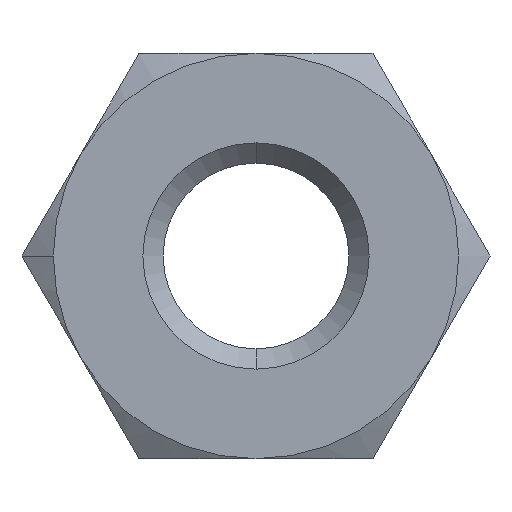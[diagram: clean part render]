
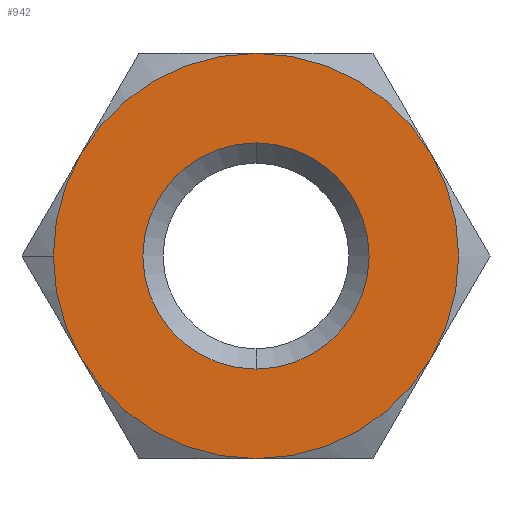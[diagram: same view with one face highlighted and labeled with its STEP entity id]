
A CAD part, front view. The second image highlights one B-rep face of the part: STEP entity #942.
In plain terms, the highlighted planar face has unit normal (0, -1, 0).
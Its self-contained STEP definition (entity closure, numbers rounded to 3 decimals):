
#5 = EDGE_CURVE ( 'NONE', #445, #946, #909, .T. ) ;
#9 = DIRECTION ( 'NONE',  ( 0., 0., -1. ) ) ;
#22 = CARTESIAN_POINT ( 'NONE',  ( 0., 0., 0. ) ) ;
#47 = EDGE_LOOP ( 'NONE', ( #810, #809, #900, #802, #714, #134, #843 ) ) ;
#54 = CARTESIAN_POINT ( 'NONE',  ( 0., 0., 6.7 ) ) ;
#80 = AXIS2_PLACEMENT_3D ( 'NONE', #111, #412, #642 ) ;
#84 = ORIENTED_EDGE ( 'NONE', *, *, #589, .T. ) ;
#85 = CARTESIAN_POINT ( 'NONE',  ( -10.392, 0., 6. ) ) ;
#96 = AXIS2_PLACEMENT_3D ( 'NONE', #22, #97, #248 ) ;
#97 = DIRECTION ( 'NONE',  ( 0., 1., 0. ) ) ;
#111 = CARTESIAN_POINT ( 'NONE',  ( 0., 0., 0. ) ) ;
#119 = DIRECTION ( 'NONE',  ( 0., 1., 0. ) ) ;
#124 = AXIS2_PLACEMENT_3D ( 'NONE', #337, #327, #558 ) ;
#134 = ORIENTED_EDGE ( 'NONE', *, *, #496, .F. ) ;
#142 = CARTESIAN_POINT ( 'NONE',  ( 10.392, 0., 6. ) ) ;
#160 = CARTESIAN_POINT ( 'NONE',  ( 0., 0., 0. ) ) ;
#173 = CARTESIAN_POINT ( 'NONE',  ( 0., 0., 0. ) ) ;
#174 = EDGE_CURVE ( 'NONE', #912, #308, #800, .T. ) ;
#187 = EDGE_CURVE ( 'NONE', #449, #641, #344, .T. ) ;
#209 = CARTESIAN_POINT ( 'NONE',  ( 0., 0., 0. ) ) ;
#212 = DIRECTION ( 'NONE',  ( 0., 0., 1. ) ) ;
#228 = CIRCLE ( 'NONE', #305, 12. ) ;
#240 = FACE_OUTER_BOUND ( 'NONE', #47, .T. ) ;
#248 = DIRECTION ( 'NONE',  ( -1., 0., 0. ) ) ;
#255 = CARTESIAN_POINT ( 'NONE',  ( 0., 0., 0. ) ) ;
#264 = AXIS2_PLACEMENT_3D ( 'NONE', #255, #119, #644 ) ;
#272 = VERTEX_POINT ( 'NONE', #721 ) ;
#278 = EDGE_CURVE ( 'NONE', #760, #449, #228, .T. ) ;
#305 = AXIS2_PLACEMENT_3D ( 'NONE', #209, #502, #212 ) ;
#308 = VERTEX_POINT ( 'NONE', #872 ) ;
#318 = CIRCLE ( 'NONE', #80, 6.7 ) ;
#327 = DIRECTION ( 'NONE',  ( 0., 1., 0. ) ) ;
#329 = CARTESIAN_POINT ( 'NONE',  ( -12., 0., 0. ) ) ;
#337 = CARTESIAN_POINT ( 'NONE',  ( 0., 0., 0. ) ) ;
#344 = CIRCLE ( 'NONE', #264, 12. ) ;
#357 = DIRECTION ( 'NONE',  ( 0., -1., 0. ) ) ;
#376 = AXIS2_PLACEMENT_3D ( 'NONE', #160, #617, #385 ) ;
#385 = DIRECTION ( 'NONE',  ( -1., 0., 0. ) ) ;
#397 = EDGE_CURVE ( 'NONE', #595, #760, #866, .T. ) ;
#399 = DIRECTION ( 'NONE',  ( 0., 1., 0. ) ) ;
#412 = DIRECTION ( 'NONE',  ( 0., 1., 0. ) ) ;
#445 = VERTEX_POINT ( 'NONE', #901 ) ;
#449 = VERTEX_POINT ( 'NONE', #681 ) ;
#459 = CARTESIAN_POINT ( 'NONE',  ( 0., 0., 0. ) ) ;
#466 = DIRECTION ( 'NONE',  ( 0., 1., 0. ) ) ;
#489 = CARTESIAN_POINT ( 'NONE',  ( 0., 0., 0. ) ) ;
#496 = EDGE_CURVE ( 'NONE', #272, #912, #807, .T. ) ;
#502 = DIRECTION ( 'NONE',  ( 0., 1., 0. ) ) ;
#545 = AXIS2_PLACEMENT_3D ( 'NONE', #489, #923, #920 ) ;
#558 = DIRECTION ( 'NONE',  ( 0., 0., 1. ) ) ;
#577 = AXIS2_PLACEMENT_3D ( 'NONE', #591, #357, #796 ) ;
#581 = EDGE_LOOP ( 'NONE', ( #625, #84 ) ) ;
#589 = EDGE_CURVE ( 'NONE', #946, #445, #318, .T. ) ;
#591 = CARTESIAN_POINT ( 'NONE',  ( -12.144, 0., 12.144 ) ) ;
#595 = VERTEX_POINT ( 'NONE', #329 ) ;
#617 = DIRECTION ( 'NONE',  ( 0., 1., 0. ) ) ;
#625 = ORIENTED_EDGE ( 'NONE', *, *, #5, .T. ) ;
#641 = VERTEX_POINT ( 'NONE', #142 ) ;
#642 = DIRECTION ( 'NONE',  ( 0., 0., -1. ) ) ;
#644 = DIRECTION ( 'NONE',  ( 0., 0., 1. ) ) ;
#681 = CARTESIAN_POINT ( 'NONE',  ( 0., 0., 12. ) ) ;
#714 = ORIENTED_EDGE ( 'NONE', *, *, #174, .F. ) ;
#721 = CARTESIAN_POINT ( 'NONE',  ( 10.392, 0., -6. ) ) ;
#760 = VERTEX_POINT ( 'NONE', #85 ) ;
#796 = DIRECTION ( 'NONE',  ( 0., 0., -1. ) ) ;
#800 = CIRCLE ( 'NONE', #545, 12. ) ;
#802 = ORIENTED_EDGE ( 'NONE', *, *, #813, .F. ) ;
#803 = PLANE ( 'NONE',  #577 ) ;
#807 = CIRCLE ( 'NONE', #96, 12. ) ;
#809 = ORIENTED_EDGE ( 'NONE', *, *, #278, .F. ) ;
#810 = ORIENTED_EDGE ( 'NONE', *, *, #187, .F. ) ;
#813 = EDGE_CURVE ( 'NONE', #308, #595, #905, .T. ) ;
#817 = CIRCLE ( 'NONE', #124, 12. ) ;
#843 = ORIENTED_EDGE ( 'NONE', *, *, #878, .F. ) ;
#848 = CARTESIAN_POINT ( 'NONE',  ( 0., 0., -12. ) ) ;
#866 = CIRCLE ( 'NONE', #376, 12. ) ;
#872 = CARTESIAN_POINT ( 'NONE',  ( -10.392, 0., -6. ) ) ;
#878 = EDGE_CURVE ( 'NONE', #641, #272, #817, .T. ) ;
#882 = FACE_BOUND ( 'NONE', #581, .T. ) ;
#900 = ORIENTED_EDGE ( 'NONE', *, *, #397, .F. ) ;
#901 = CARTESIAN_POINT ( 'NONE',  ( 0., 0., -6.7 ) ) ;
#904 = DIRECTION ( 'NONE',  ( -1., 0., 0. ) ) ;
#905 = CIRCLE ( 'NONE', #961, 12. ) ;
#909 = CIRCLE ( 'NONE', #945, 6.7 ) ;
#912 = VERTEX_POINT ( 'NONE', #848 ) ;
#920 = DIRECTION ( 'NONE',  ( 0., 0., 1. ) ) ;
#923 = DIRECTION ( 'NONE',  ( 0., 1., 0. ) ) ;
#942 = ADVANCED_FACE ( 'NONE', ( #240, #882 ), #803, .T. ) ;
#945 = AXIS2_PLACEMENT_3D ( 'NONE', #459, #466, #9 ) ;
#946 = VERTEX_POINT ( 'NONE', #54 ) ;
#961 = AXIS2_PLACEMENT_3D ( 'NONE', #173, #399, #904 ) ;
